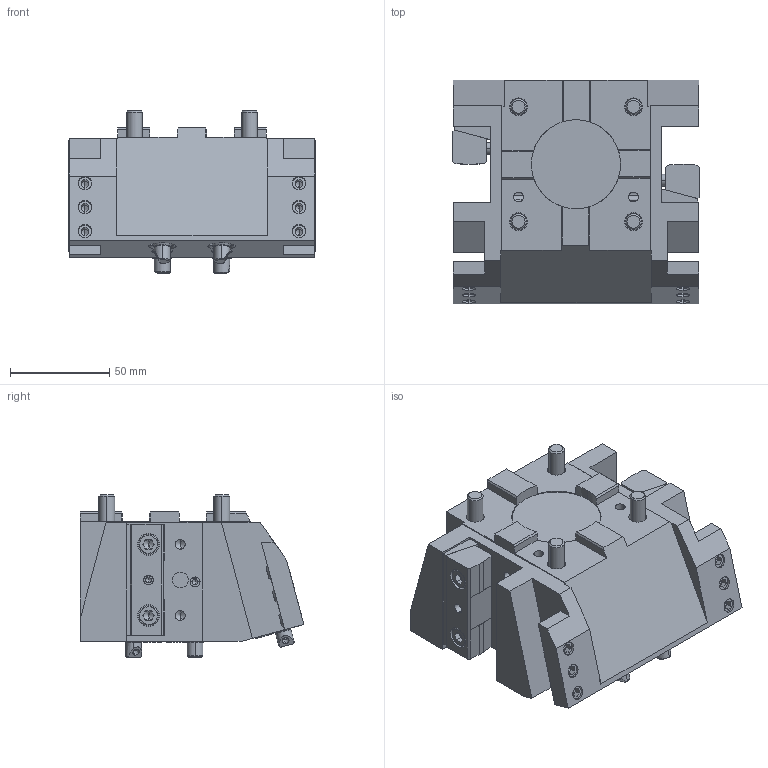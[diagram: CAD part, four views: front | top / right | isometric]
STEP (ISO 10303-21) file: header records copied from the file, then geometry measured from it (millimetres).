
FILE_DESCRIPTION (( 'STEP AP203' ), '1' );
FILE_NAME ('04-0988.STEP', '2023-06-22T15:56:09', ( '' ), ( '' ), 'SwSTEP 2.0', 'SolidWorks 2022', '' );
FILE_SCHEMA (( 'CONFIG_CONTROL_DESIGN' ));
Length unit declared in the file: inch
Products named in the file (1): 04-0988
Bounding box: 124.34 x 112.91 x 82 mm (x, y, z)
Surface area: 108320 mm2 (no closed solid volume)
Topology: 0 solids, 60 shells, 1072 faces, 2724 edges, 1653 vertices
Faces by surface type: plane 529, cylinder 252, cone 239, bspline 52
Entity records: 34972 total; most frequent: CARTESIAN_POINT 9773, DIRECTION 5316, ORIENTED_EDGE 5042, EDGE_CURVE 2612, AXIS2_PLACEMENT_3D 1933, VERTEX_POINT 1653, LINE 1450, VECTOR 1450
